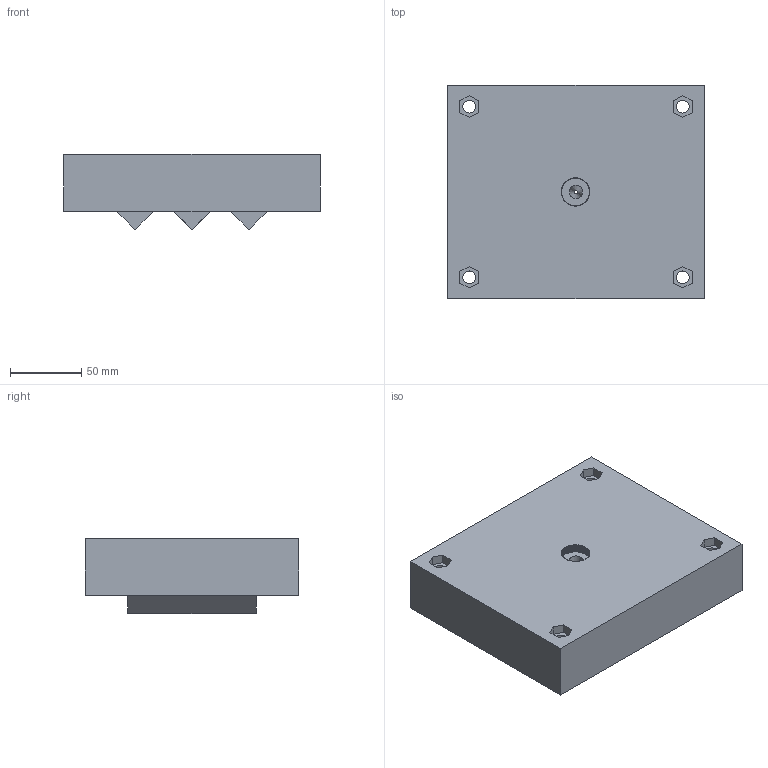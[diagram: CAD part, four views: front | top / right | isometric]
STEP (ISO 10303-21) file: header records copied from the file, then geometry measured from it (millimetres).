
FILE_DESCRIPTION (( 'STEP AP203' ), '1' );
FILE_NAME ('Moule sup.STEP', '2020-07-24T12:54:06', ( '' ), ( '' ), 'SwSTEP 2.0', 'SolidWorks 2019', '' );
FILE_SCHEMA (( 'CONFIG_CONTROL_DESIGN' ));
Length unit declared in the file: millimetre
Products named in the file (1): Moule sup
Bounding box: 180 x 150 x 52.72 mm (x, y, z)
Volume: 1095746.9 mm3; surface area: 93025.4 mm2
Topology: 1 solids, 1 shells, 118 faces, 318 edges, 207 vertices
Faces by surface type: plane 58, cylinder 55, bspline 3, cone 2
Entity records: 5831 total; most frequent: CARTESIAN_POINT 3005, ORIENTED_EDGE 636, DIRECTION 500, EDGE_CURVE 318, VERTEX_POINT 207, LINE 196, VECTOR 196, AXIS2_PLACEMENT_3D 152
